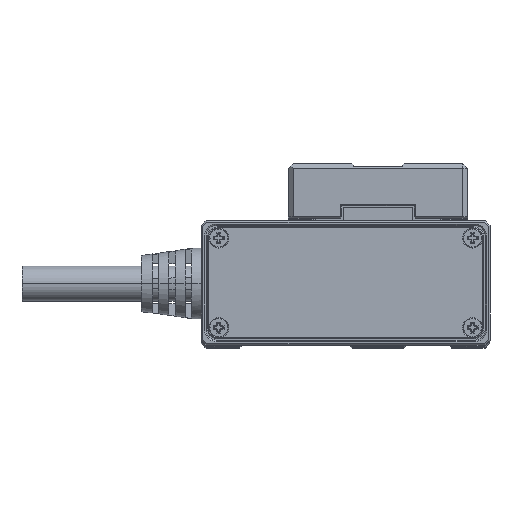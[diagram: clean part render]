
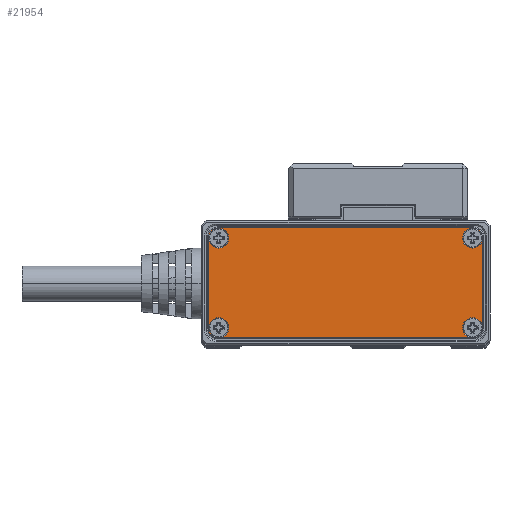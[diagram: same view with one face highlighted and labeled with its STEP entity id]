
A CAD part, top view. The second image highlights one B-rep face of the part: STEP entity #21954.
In plain terms, the highlighted planar face has unit normal (0, 0, 1).
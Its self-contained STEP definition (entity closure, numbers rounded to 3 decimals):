
#745 = CARTESIAN_POINT ( 'NONE',  ( 23.5, 9., 1. ) ) ;
#1127 = LINE ( 'NONE', #20320, #38613 ) ;
#1299 = AXIS2_PLACEMENT_3D ( 'NONE', #34016, #21756, #2351 ) ;
#1399 = DIRECTION ( 'NONE',  ( -1., 0., 0. ) ) ;
#1491 = EDGE_CURVE ( 'NONE', #5935, #17061, #18187, .T. ) ;
#2201 = EDGE_CURVE ( 'NONE', #34772, #39803, #34820, .T. ) ;
#2351 = DIRECTION ( 'NONE',  ( -1., 0., 0. ) ) ;
#2567 = AXIS2_PLACEMENT_3D ( 'NONE', #15846, #28714, #32096 ) ;
#2624 = ORIENTED_EDGE ( 'NONE', *, *, #3377, .F. ) ;
#3067 = ORIENTED_EDGE ( 'NONE', *, *, #28236, .T. ) ;
#3165 = EDGE_LOOP ( 'NONE', ( #15158, #29935 ) ) ;
#3285 = CARTESIAN_POINT ( 'NONE',  ( -25.75, -11.05, 1. ) ) ;
#3377 = EDGE_CURVE ( 'NONE', #29542, #40693, #5909, .T. ) ;
#3522 = EDGE_CURVE ( 'NONE', #40693, #29542, #40967, .T. ) ;
#3707 = EDGE_CURVE ( 'NONE', #8687, #37513, #3919, .T. ) ;
#3840 = CIRCLE ( 'NONE', #13961, 2. ) ;
#3919 = CIRCLE ( 'NONE', #18064, 2. ) ;
#4831 = CARTESIAN_POINT ( 'NONE',  ( -27.55, -9.25, 1. ) ) ;
#4939 = ORIENTED_EDGE ( 'NONE', *, *, #3707, .F. ) ;
#4969 = DIRECTION ( 'NONE',  ( 1., 0., 0. ) ) ;
#5732 = ORIENTED_EDGE ( 'NONE', *, *, #11389, .T. ) ;
#5909 = CIRCLE ( 'NONE', #28154, 2. ) ;
#5935 = VERTEX_POINT ( 'NONE', #745 ) ;
#6130 = VERTEX_POINT ( 'NONE', #36572 ) ;
#6833 = DIRECTION ( 'NONE',  ( 1., 0., 0. ) ) ;
#6932 = DIRECTION ( 'NONE',  ( -1., 0., 0. ) ) ;
#6989 = CARTESIAN_POINT ( 'NONE',  ( 27.5, -9., 1. ) ) ;
#7026 = DIRECTION ( 'NONE',  ( 0., -1., 0. ) ) ;
#7367 = CIRCLE ( 'NONE', #37686, 2. ) ;
#7681 = VECTOR ( 'NONE', #21537, 1000. ) ;
#8053 = CARTESIAN_POINT ( 'NONE',  ( 23.5, -9., 1. ) ) ;
#8066 = EDGE_CURVE ( 'NONE', #19927, #34772, #21395, .T. ) ;
#8263 = CARTESIAN_POINT ( 'NONE',  ( 27.55, 9.25, 1. ) ) ;
#8591 = DIRECTION ( 'NONE',  ( 1., 0., 0. ) ) ;
#8648 = DIRECTION ( 'NONE',  ( 0., 0., 1. ) ) ;
#8687 = VERTEX_POINT ( 'NONE', #6989 ) ;
#8725 = AXIS2_PLACEMENT_3D ( 'NONE', #30283, #11314, #1399 ) ;
#9003 = CARTESIAN_POINT ( 'NONE',  ( -25.5, 9., 1. ) ) ;
#9379 = CARTESIAN_POINT ( 'NONE',  ( 25.5, -9., 1. ) ) ;
#9694 = CARTESIAN_POINT ( 'NONE',  ( -25.75, 11.05, 1. ) ) ;
#9855 = ORIENTED_EDGE ( 'NONE', *, *, #2201, .T. ) ;
#10071 = VERTEX_POINT ( 'NONE', #26409 ) ;
#10156 = EDGE_LOOP ( 'NONE', ( #15009, #31001 ) ) ;
#10449 = DIRECTION ( 'NONE',  ( 0., 0., 1. ) ) ;
#10563 = DIRECTION ( 'NONE',  ( 1., 0., 0. ) ) ;
#10749 = CARTESIAN_POINT ( 'NONE',  ( 25.75, 9.25, 1. ) ) ;
#11314 = DIRECTION ( 'NONE',  ( 0., 0., 1. ) ) ;
#11389 = EDGE_CURVE ( 'NONE', #38260, #25428, #11634, .T. ) ;
#11634 = LINE ( 'NONE', #8263, #7681 ) ;
#11682 = EDGE_CURVE ( 'NONE', #25428, #6130, #15116, .T. ) ;
#11811 = CARTESIAN_POINT ( 'NONE',  ( 25.5, 9., 1. ) ) ;
#11851 = FACE_BOUND ( 'NONE', #3165, .T. ) ;
#11993 = ORIENTED_EDGE ( 'NONE', *, *, #11682, .T. ) ;
#12374 = VERTEX_POINT ( 'NONE', #32821 ) ;
#12428 = EDGE_LOOP ( 'NONE', ( #2624, #38441 ) ) ;
#12973 = EDGE_CURVE ( 'NONE', #6130, #17271, #1127, .T. ) ;
#12991 = CARTESIAN_POINT ( 'NONE',  ( 25.5, 9., 1. ) ) ;
#13039 = CARTESIAN_POINT ( 'NONE',  ( -27.5, -9., 1. ) ) ;
#13927 = CARTESIAN_POINT ( 'NONE',  ( 25.5, -9., 1. ) ) ;
#13961 = AXIS2_PLACEMENT_3D ( 'NONE', #9003, #40656, #8591 ) ;
#14395 = FACE_BOUND ( 'NONE', #27986, .T. ) ;
#14454 = AXIS2_PLACEMENT_3D ( 'NONE', #10749, #29736, #29313 ) ;
#15009 = ORIENTED_EDGE ( 'NONE', *, *, #17889, .F. ) ;
#15116 = CIRCLE ( 'NONE', #14454, 1.8 ) ;
#15133 = CIRCLE ( 'NONE', #22553, 1.8 ) ;
#15158 = ORIENTED_EDGE ( 'NONE', *, *, #36039, .F. ) ;
#15637 = CARTESIAN_POINT ( 'NONE',  ( -25.75, -9.25, 1. ) ) ;
#15846 = CARTESIAN_POINT ( 'NONE',  ( -25.5, -9., 1. ) ) ;
#16587 = CARTESIAN_POINT ( 'NONE',  ( 27.55, -9.25, 1. ) ) ;
#16767 = DIRECTION ( 'NONE',  ( 1., 0., 0. ) ) ;
#16990 = DIRECTION ( 'NONE',  ( 0., 0., 1. ) ) ;
#17061 = VERTEX_POINT ( 'NONE', #24059 ) ;
#17271 = VERTEX_POINT ( 'NONE', #9694 ) ;
#17762 = DIRECTION ( 'NONE',  ( 0., 0., 1. ) ) ;
#17878 = AXIS2_PLACEMENT_3D ( 'NONE', #11811, #8648, #34386 ) ;
#17889 = EDGE_CURVE ( 'NONE', #39186, #12374, #7367, .T. ) ;
#18064 = AXIS2_PLACEMENT_3D ( 'NONE', #13927, #36698, #10563 ) ;
#18181 = FACE_BOUND ( 'NONE', #12428, .T. ) ;
#18187 = CIRCLE ( 'NONE', #23573, 2. ) ;
#18332 = ORIENTED_EDGE ( 'NONE', *, *, #12973, .T. ) ;
#18379 = FACE_BOUND ( 'NONE', #10156, .T. ) ;
#19134 = EDGE_CURVE ( 'NONE', #17271, #10071, #22218, .T. ) ;
#19927 = VERTEX_POINT ( 'NONE', #4831 ) ;
#20019 = ORIENTED_EDGE ( 'NONE', *, *, #23036, .F. ) ;
#20320 = CARTESIAN_POINT ( 'NONE',  ( 25.75, 11.05, 1. ) ) ;
#20431 = CARTESIAN_POINT ( 'NONE',  ( -23.5, 9., 1. ) ) ;
#20938 = PLANE ( 'NONE',  #1299 ) ;
#21395 = CIRCLE ( 'NONE', #41601, 1.8 ) ;
#21537 = DIRECTION ( 'NONE',  ( 0., 1., 0. ) ) ;
#21756 = DIRECTION ( 'NONE',  ( 0., 0., -1. ) ) ;
#21822 = EDGE_CURVE ( 'NONE', #10071, #19927, #23890, .T. ) ;
#21954 = ADVANCED_FACE ( 'NONE', ( #37170, #18379, #18181, #11851, #14395 ), #20938, .F. ) ;
#22218 = CIRCLE ( 'NONE', #8725, 1.8 ) ;
#22312 = VECTOR ( 'NONE', #34014, 1000. ) ;
#22553 = AXIS2_PLACEMENT_3D ( 'NONE', #22974, #38803, #6932 ) ;
#22650 = EDGE_LOOP ( 'NONE', ( #27782, #9855, #3067, #5732, #11993, #18332, #28184, #31291 ) ) ;
#22974 = CARTESIAN_POINT ( 'NONE',  ( 25.75, -9.25, 1. ) ) ;
#23036 = EDGE_CURVE ( 'NONE', #37513, #8687, #28329, .T. ) ;
#23573 = AXIS2_PLACEMENT_3D ( 'NONE', #12991, #10449, #16767 ) ;
#23890 = LINE ( 'NONE', #27049, #26241 ) ;
#23896 = CARTESIAN_POINT ( 'NONE',  ( -25.5, -9., 1. ) ) ;
#24059 = CARTESIAN_POINT ( 'NONE',  ( 27.5, 9., 1. ) ) ;
#24322 = DIRECTION ( 'NONE',  ( 1., 0., 0. ) ) ;
#25428 = VERTEX_POINT ( 'NONE', #30152 ) ;
#26241 = VECTOR ( 'NONE', #7026, 1000. ) ;
#26409 = CARTESIAN_POINT ( 'NONE',  ( -27.55, 9.25, 1. ) ) ;
#27049 = CARTESIAN_POINT ( 'NONE',  ( -27.55, 9.25, 1. ) ) ;
#27782 = ORIENTED_EDGE ( 'NONE', *, *, #8066, .T. ) ;
#27986 = EDGE_LOOP ( 'NONE', ( #4939, #20019 ) ) ;
#28154 = AXIS2_PLACEMENT_3D ( 'NONE', #23896, #17762, #24322 ) ;
#28184 = ORIENTED_EDGE ( 'NONE', *, *, #19134, .T. ) ;
#28236 = EDGE_CURVE ( 'NONE', #39803, #38260, #15133, .T. ) ;
#28329 = CIRCLE ( 'NONE', #36429, 2. ) ;
#28374 = CARTESIAN_POINT ( 'NONE',  ( 25.75, -11.05, 1. ) ) ;
#28490 = DIRECTION ( 'NONE',  ( 0., 0., 1. ) ) ;
#28714 = DIRECTION ( 'NONE',  ( 0., 0., 1. ) ) ;
#29313 = DIRECTION ( 'NONE',  ( -1., 0., 0. ) ) ;
#29542 = VERTEX_POINT ( 'NONE', #39037 ) ;
#29736 = DIRECTION ( 'NONE',  ( 0., 0., 1. ) ) ;
#29935 = ORIENTED_EDGE ( 'NONE', *, *, #1491, .F. ) ;
#30152 = CARTESIAN_POINT ( 'NONE',  ( 27.55, 9.25, 1. ) ) ;
#30283 = CARTESIAN_POINT ( 'NONE',  ( -25.75, 9.25, 1. ) ) ;
#31001 = ORIENTED_EDGE ( 'NONE', *, *, #31631, .F. ) ;
#31291 = ORIENTED_EDGE ( 'NONE', *, *, #21822, .T. ) ;
#31631 = EDGE_CURVE ( 'NONE', #12374, #39186, #3840, .T. ) ;
#32096 = DIRECTION ( 'NONE',  ( 1., 0., 0. ) ) ;
#32821 = CARTESIAN_POINT ( 'NONE',  ( -27.5, 9., 1. ) ) ;
#33878 = CARTESIAN_POINT ( 'NONE',  ( -25.5, 9., 1. ) ) ;
#34014 = DIRECTION ( 'NONE',  ( 1., 0., 0. ) ) ;
#34016 = CARTESIAN_POINT ( 'NONE',  ( 25.75, 9.25, 1. ) ) ;
#34386 = DIRECTION ( 'NONE',  ( 1., 0., 0. ) ) ;
#34772 = VERTEX_POINT ( 'NONE', #3285 ) ;
#34820 = LINE ( 'NONE', #37791, #22312 ) ;
#35111 = DIRECTION ( 'NONE',  ( 0., 0., 1. ) ) ;
#35244 = DIRECTION ( 'NONE',  ( -1., 0., 0. ) ) ;
#35412 = CIRCLE ( 'NONE', #17878, 2. ) ;
#36039 = EDGE_CURVE ( 'NONE', #17061, #5935, #35412, .T. ) ;
#36341 = DIRECTION ( 'NONE',  ( -1., 0., 0. ) ) ;
#36429 = AXIS2_PLACEMENT_3D ( 'NONE', #9379, #35111, #6833 ) ;
#36572 = CARTESIAN_POINT ( 'NONE',  ( 25.75, 11.05, 1. ) ) ;
#36698 = DIRECTION ( 'NONE',  ( 0., 0., 1. ) ) ;
#37170 = FACE_OUTER_BOUND ( 'NONE', #22650, .T. ) ;
#37513 = VERTEX_POINT ( 'NONE', #8053 ) ;
#37686 = AXIS2_PLACEMENT_3D ( 'NONE', #33878, #16990, #4969 ) ;
#37791 = CARTESIAN_POINT ( 'NONE',  ( 25.75, -11.05, 1. ) ) ;
#38260 = VERTEX_POINT ( 'NONE', #16587 ) ;
#38441 = ORIENTED_EDGE ( 'NONE', *, *, #3522, .F. ) ;
#38613 = VECTOR ( 'NONE', #36341, 1000. ) ;
#38803 = DIRECTION ( 'NONE',  ( 0., 0., 1. ) ) ;
#39037 = CARTESIAN_POINT ( 'NONE',  ( -23.5, -9., 1. ) ) ;
#39186 = VERTEX_POINT ( 'NONE', #20431 ) ;
#39803 = VERTEX_POINT ( 'NONE', #28374 ) ;
#40656 = DIRECTION ( 'NONE',  ( 0., 0., 1. ) ) ;
#40693 = VERTEX_POINT ( 'NONE', #13039 ) ;
#40967 = CIRCLE ( 'NONE', #2567, 2. ) ;
#41601 = AXIS2_PLACEMENT_3D ( 'NONE', #15637, #28490, #35244 ) ;
